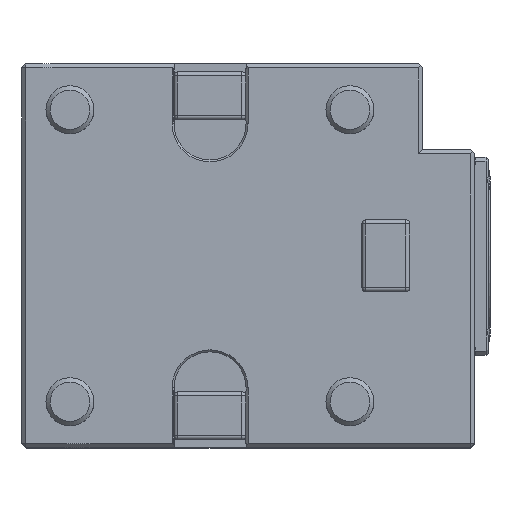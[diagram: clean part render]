
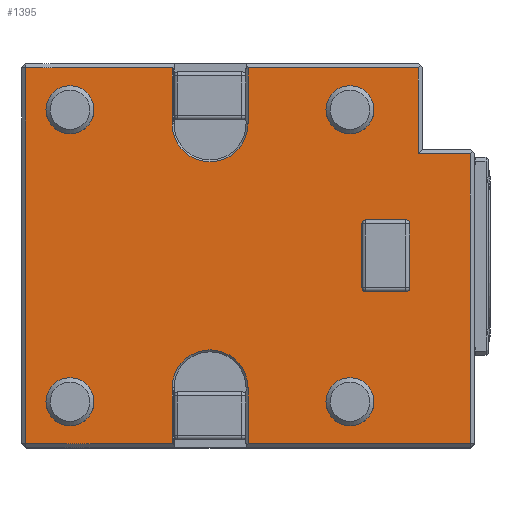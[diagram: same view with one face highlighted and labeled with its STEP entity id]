
A CAD part, top view. The second image highlights one B-rep face of the part: STEP entity #1395.
In plain terms, the highlighted planar face has unit normal (0, 0, 1).
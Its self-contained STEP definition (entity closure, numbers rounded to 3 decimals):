
#304=LINE('',#7967,#770);
#318=LINE('',#7998,#784);
#321=LINE('',#8003,#787);
#327=LINE('',#8014,#793);
#330=LINE('',#8020,#796);
#350=LINE('',#8060,#816);
#353=LINE('',#8071,#819);
#358=LINE('',#8081,#824);
#364=LINE('',#8092,#830);
#367=LINE('',#8098,#833);
#388=LINE('',#8140,#854);
#389=LINE('',#8142,#855);
#390=LINE('',#8150,#856);
#391=LINE('',#8155,#857);
#392=LINE('',#8159,#858);
#393=LINE('',#8163,#859);
#770=VECTOR('',#6034,1.);
#784=VECTOR('',#6064,1.);
#787=VECTOR('',#6069,1.);
#793=VECTOR('',#6077,1.);
#796=VECTOR('',#6082,1.);
#816=VECTOR('',#6116,1.);
#819=VECTOR('',#6127,1.);
#824=VECTOR('',#6134,1.);
#830=VECTOR('',#6142,1.);
#833=VECTOR('',#6147,1.);
#854=VECTOR('',#6182,1.);
#855=VECTOR('',#6185,1.);
#856=VECTOR('',#6196,1.);
#857=VECTOR('',#6199,1.);
#858=VECTOR('',#6202,1.);
#859=VECTOR('',#6205,1.);
#1148=FACE_BOUND('',#2157,.T.);
#1149=FACE_BOUND('',#2158,.T.);
#1150=FACE_BOUND('',#2159,.T.);
#1151=FACE_BOUND('',#2160,.T.);
#1152=FACE_BOUND('',#2161,.T.);
#1153=FACE_BOUND('',#2162,.T.);
#1395=ADVANCED_FACE('',(#1148,#1149,#1150,#1151,#1152,#1153),#1667,.F.);
#1667=PLANE('',#5237);
#2157=EDGE_LOOP('',(#2984,#2985,#2986,#2987,#2988,#2989,#2990,#2991));
#2158=EDGE_LOOP('',(#2992));
#2159=EDGE_LOOP('',(#2993));
#2160=EDGE_LOOP('',(#2994,#2995,#2996,#2997,#2998,#2999,#3000,#3001,#3002,
#3003,#3004,#3005,#3006,#3007));
#2161=EDGE_LOOP('',(#3008));
#2162=EDGE_LOOP('',(#3009));
#2984=ORIENTED_EDGE('',*,*,#4526,.F.);
#2985=ORIENTED_EDGE('',*,*,#4527,.F.);
#2986=ORIENTED_EDGE('',*,*,#4528,.F.);
#2987=ORIENTED_EDGE('',*,*,#4529,.F.);
#2988=ORIENTED_EDGE('',*,*,#4530,.F.);
#2989=ORIENTED_EDGE('',*,*,#4531,.F.);
#2990=ORIENTED_EDGE('',*,*,#4532,.F.);
#2991=ORIENTED_EDGE('',*,*,#4533,.F.);
#2992=ORIENTED_EDGE('',*,*,#4525,.T.);
#2993=ORIENTED_EDGE('',*,*,#4524,.T.);
#2994=ORIENTED_EDGE('',*,*,#4523,.T.);
#2995=ORIENTED_EDGE('',*,*,#4522,.T.);
#2996=ORIENTED_EDGE('',*,*,#4486,.T.);
#2997=ORIENTED_EDGE('',*,*,#4491,.T.);
#2998=ORIENTED_EDGE('',*,*,#4485,.T.);
#2999=ORIENTED_EDGE('',*,*,#4500,.T.);
#3000=ORIENTED_EDGE('',*,*,#4497,.T.);
#3001=ORIENTED_EDGE('',*,*,#4481,.T.);
#3002=ORIENTED_EDGE('',*,*,#4448,.T.);
#3003=ORIENTED_EDGE('',*,*,#4451,.T.);
#3004=ORIENTED_EDGE('',*,*,#4446,.T.);
#3005=ORIENTED_EDGE('',*,*,#4460,.T.);
#3006=ORIENTED_EDGE('',*,*,#4457,.T.);
#3007=ORIENTED_EDGE('',*,*,#4432,.T.);
#3008=ORIENTED_EDGE('',*,*,#4366,.F.);
#3009=ORIENTED_EDGE('',*,*,#4365,.F.);
#3833=VERTEX_POINT('',#7717);
#3843=VERTEX_POINT('',#7747);
#3864=VERTEX_POINT('',#7814);
#3872=VERTEX_POINT('',#7835);
#3873=VERTEX_POINT('',#7838);
#3910=VERTEX_POINT('',#7966);
#3914=VERTEX_POINT('',#7987);
#3917=VERTEX_POINT('',#7992);
#3918=VERTEX_POINT('',#7996);
#3925=VERTEX_POINT('',#8015);
#3940=VERTEX_POINT('',#8063);
#3943=VERTEX_POINT('',#8068);
#3944=VERTEX_POINT('',#8072);
#3945=VERTEX_POINT('',#8073);
#3952=VERTEX_POINT('',#8093);
#3967=VERTEX_POINT('',#8139);
#3968=VERTEX_POINT('',#8145);
#3969=VERTEX_POINT('',#8148);
#3970=VERTEX_POINT('',#8151);
#3971=VERTEX_POINT('',#8152);
#3972=VERTEX_POINT('',#8154);
#3973=VERTEX_POINT('',#8156);
#3974=VERTEX_POINT('',#8158);
#3975=VERTEX_POINT('',#8160);
#3976=VERTEX_POINT('',#8162);
#3977=VERTEX_POINT('',#8164);
#4365=EDGE_CURVE('',#3872,#3872,#4878,.T.);
#4366=EDGE_CURVE('',#3873,#3873,#4879,.T.);
#4432=EDGE_CURVE('',#3864,#3910,#304,.T.);
#4446=EDGE_CURVE('',#3914,#3917,#4887,.T.);
#4448=EDGE_CURVE('',#3843,#3918,#318,.T.);
#4451=EDGE_CURVE('',#3918,#3914,#321,.T.);
#4457=EDGE_CURVE('',#3925,#3864,#327,.T.);
#4460=EDGE_CURVE('',#3917,#3925,#330,.T.);
#4481=EDGE_CURVE('',#3833,#3843,#350,.T.);
#4485=EDGE_CURVE('',#3940,#3943,#4890,.T.);
#4486=EDGE_CURVE('',#3944,#3945,#353,.T.);
#4491=EDGE_CURVE('',#3945,#3940,#358,.T.);
#4497=EDGE_CURVE('',#3952,#3833,#364,.T.);
#4500=EDGE_CURVE('',#3943,#3952,#367,.T.);
#4522=EDGE_CURVE('',#3967,#3944,#388,.T.);
#4523=EDGE_CURVE('',#3910,#3967,#389,.T.);
#4524=EDGE_CURVE('',#3968,#3968,#4892,.T.);
#4525=EDGE_CURVE('',#3969,#3969,#4893,.T.);
#4526=EDGE_CURVE('',#3970,#3971,#390,.T.);
#4527=EDGE_CURVE('',#3972,#3970,#4894,.T.);
#4528=EDGE_CURVE('',#3973,#3972,#391,.T.);
#4529=EDGE_CURVE('',#3974,#3973,#4895,.T.);
#4530=EDGE_CURVE('',#3975,#3974,#392,.T.);
#4531=EDGE_CURVE('',#3976,#3975,#4896,.T.);
#4532=EDGE_CURVE('',#3977,#3976,#393,.T.);
#4533=EDGE_CURVE('',#3971,#3977,#4897,.T.);
#4878=CIRCLE('',#5160,6.);
#4879=CIRCLE('',#5162,6.);
#4887=CIRCLE('',#5201,9.5);
#4890=CIRCLE('',#5215,9.5);
#4892=CIRCLE('',#5229,6.);
#4893=CIRCLE('',#5231,6.);
#4894=CIRCLE('',#5233,1.);
#4895=CIRCLE('',#5234,1.);
#4896=CIRCLE('',#5235,1.);
#4897=CIRCLE('',#5236,1.);
#5160=AXIS2_PLACEMENT_3D('',#7834,#5905,#5906);
#5162=AXIS2_PLACEMENT_3D('',#7837,#5909,#5910);
#5201=AXIS2_PLACEMENT_3D('',#7993,#6059,#6060);
#5215=AXIS2_PLACEMENT_3D('',#8069,#6123,#6124);
#5229=AXIS2_PLACEMENT_3D('',#8144,#6188,#6189);
#5231=AXIS2_PLACEMENT_3D('',#8147,#6192,#6193);
#5233=AXIS2_PLACEMENT_3D('',#8153,#6197,#6198);
#5234=AXIS2_PLACEMENT_3D('',#8157,#6200,#6201);
#5235=AXIS2_PLACEMENT_3D('',#8161,#6203,#6204);
#5236=AXIS2_PLACEMENT_3D('',#8165,#6206,#6207);
#5237=AXIS2_PLACEMENT_3D('',#8166,#6208,#6209);
#5905=DIRECTION('',(0.,0.,1.));
#5906=DIRECTION('',(0.,1.,0.));
#5909=DIRECTION('',(0.,0.,1.));
#5910=DIRECTION('',(0.,1.,0.));
#6034=DIRECTION('',(0.,1.,0.));
#6059=DIRECTION('',(0.,0.,-1.));
#6060=DIRECTION('',(-1.,0.,0.));
#6064=DIRECTION('',(1.,0.,0.));
#6069=DIRECTION('',(0.,1.,0.));
#6077=DIRECTION('',(1.,0.,0.));
#6082=DIRECTION('',(0.,-1.,0.));
#6116=DIRECTION('',(0.,-1.,0.));
#6123=DIRECTION('',(0.,0.,-1.));
#6124=DIRECTION('',(-1.,0.,0.));
#6127=DIRECTION('',(-1.,0.,0.));
#6134=DIRECTION('',(0.,-1.,0.));
#6142=DIRECTION('',(-1.,0.,0.));
#6147=DIRECTION('',(0.,1.,0.));
#6182=DIRECTION('',(0.,1.,0.));
#6185=DIRECTION('',(-1.,0.,0.));
#6188=DIRECTION('',(0.,0.,-1.));
#6189=DIRECTION('',(0.,1.,0.));
#6192=DIRECTION('',(0.,0.,-1.));
#6193=DIRECTION('',(0.,1.,0.));
#6196=DIRECTION('',(0.,-1.,0.));
#6197=DIRECTION('',(0.,0.,1.));
#6198=DIRECTION('',(0.,1.,0.));
#6199=DIRECTION('',(-1.,0.,0.));
#6200=DIRECTION('',(0.,0.,1.));
#6201=DIRECTION('',(0.,1.,0.));
#6202=DIRECTION('',(0.,1.,0.));
#6203=DIRECTION('',(0.,0.,1.));
#6204=DIRECTION('',(0.,1.,0.));
#6205=DIRECTION('',(1.,0.,0.));
#6206=DIRECTION('',(0.,0.,1.));
#6207=DIRECTION('',(0.,1.,0.));
#6208=DIRECTION('',(0.,0.,-1.));
#6209=DIRECTION('',(1.,0.,0.));
#7717=CARTESIAN_POINT('',(-46.,47.,0.));
#7747=CARTESIAN_POINT('',(-46.,-47.,0.));
#7814=CARTESIAN_POINT('',(65.,-47.,0.));
#7834=CARTESIAN_POINT('',(35.,36.5,0.));
#7835=CARTESIAN_POINT('',(35.,42.5,0.));
#7837=CARTESIAN_POINT('',(35.,-36.5,0.));
#7838=CARTESIAN_POINT('',(35.,-30.5,0.));
#7966=CARTESIAN_POINT('',(65.,25.5,0.));
#7967=CARTESIAN_POINT('',(65.,-48.,0.));
#7987=CARTESIAN_POINT('',(-9.5,-33.,0.));
#7992=CARTESIAN_POINT('',(9.5,-33.,0.));
#7993=CARTESIAN_POINT('',(0.,-33.,0.));
#7996=CARTESIAN_POINT('',(-9.5,-47.,0.));
#7998=CARTESIAN_POINT('',(-47.,-47.,0.));
#8003=CARTESIAN_POINT('',(-9.5,-48.,0.));
#8014=CARTESIAN_POINT('',(-47.,-47.,0.));
#8015=CARTESIAN_POINT('',(9.5,-47.,0.));
#8020=CARTESIAN_POINT('',(9.5,-48.,0.));
#8060=CARTESIAN_POINT('',(-46.,-48.,0.));
#8063=CARTESIAN_POINT('',(9.5,33.,0.));
#8068=CARTESIAN_POINT('',(-9.5,33.,0.));
#8069=CARTESIAN_POINT('',(0.,33.,0.));
#8071=CARTESIAN_POINT('',(9.5,47.,0.));
#8072=CARTESIAN_POINT('',(52.,47.,0.));
#8073=CARTESIAN_POINT('',(9.5,47.,0.));
#8081=CARTESIAN_POINT('',(9.5,-48.,0.));
#8092=CARTESIAN_POINT('',(-47.,47.,0.));
#8093=CARTESIAN_POINT('',(-9.5,47.,0.));
#8098=CARTESIAN_POINT('',(-9.5,-48.,0.));
#8139=CARTESIAN_POINT('',(52.,25.5,0.));
#8140=CARTESIAN_POINT('',(52.,-48.,0.));
#8142=CARTESIAN_POINT('',(53.,25.5,0.));
#8144=CARTESIAN_POINT('',(-35.,-36.5,0.));
#8145=CARTESIAN_POINT('',(-35.,-30.5,0.));
#8147=CARTESIAN_POINT('',(-35.,36.5,0.));
#8148=CARTESIAN_POINT('',(-35.,42.5,0.));
#8150=CARTESIAN_POINT('',(38.,9.,0.));
#8151=CARTESIAN_POINT('',(38.,8.,0.));
#8152=CARTESIAN_POINT('',(38.,-8.,0.));
#8153=CARTESIAN_POINT('',(39.,8.,0.));
#8154=CARTESIAN_POINT('',(39.,9.,0.));
#8155=CARTESIAN_POINT('',(50.,9.,0.));
#8156=CARTESIAN_POINT('',(49.,9.,0.));
#8157=CARTESIAN_POINT('',(49.,8.,0.));
#8158=CARTESIAN_POINT('',(50.,8.,0.));
#8159=CARTESIAN_POINT('',(50.,-9.,0.));
#8160=CARTESIAN_POINT('',(50.,-8.,0.));
#8161=CARTESIAN_POINT('',(49.,-8.,0.));
#8162=CARTESIAN_POINT('',(49.,-9.,0.));
#8163=CARTESIAN_POINT('',(38.,-9.,0.));
#8164=CARTESIAN_POINT('',(39.,-9.,0.));
#8165=CARTESIAN_POINT('',(39.,-8.,0.));
#8166=CARTESIAN_POINT('',(-47.,-48.,0.));
